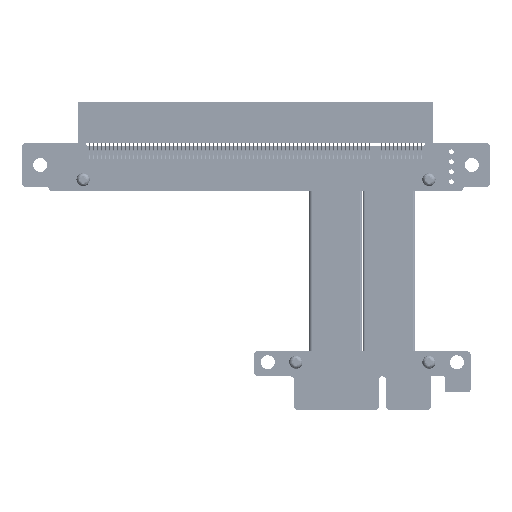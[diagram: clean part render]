
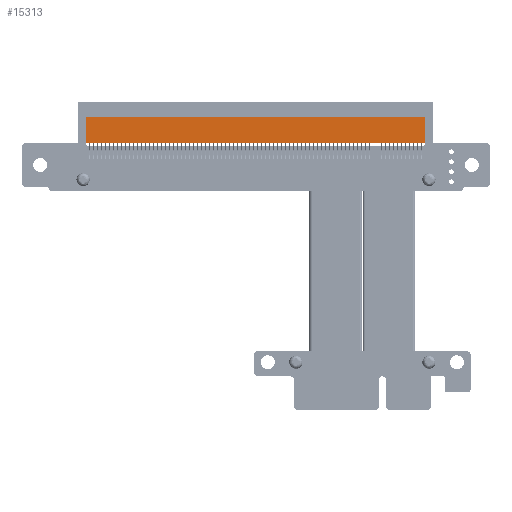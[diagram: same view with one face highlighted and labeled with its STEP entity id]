
A CAD part, top view. The second image highlights one B-rep face of the part: STEP entity #15313.
In plain terms, the highlighted planar face has unit normal (0, 0, 1).
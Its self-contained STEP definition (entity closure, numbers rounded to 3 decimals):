
#13802 = EDGE_CURVE('',#13803,#13805,#13807,.T.);
#13803 = VERTEX_POINT('',#13804);
#13804 = CARTESIAN_POINT('',(-74.5,1.,3.25));
#13805 = VERTEX_POINT('',#13806);
#13806 = CARTESIAN_POINT('',(10.5,1.,3.25));
#13807 = LINE('',#13808,#13809);
#13808 = CARTESIAN_POINT('',(-74.5,1.,3.25));
#13809 = VECTOR('',#13810,1.);
#13810 = DIRECTION('',(1.,0.,0.));
#14292 = EDGE_CURVE('',#14293,#13803,#14295,.T.);
#14293 = VERTEX_POINT('',#14294);
#14294 = CARTESIAN_POINT('',(-74.5,7.45,3.25));
#14295 = LINE('',#14296,#14297);
#14296 = CARTESIAN_POINT('',(-74.5,1.,3.25));
#14297 = VECTOR('',#14298,1.);
#14298 = DIRECTION('',(0.,-1.,0.));
#14339 = VERTEX_POINT('',#14340);
#14340 = CARTESIAN_POINT('',(10.5,7.45,3.25));
#14346 = EDGE_CURVE('',#13805,#14339,#14347,.T.);
#14347 = LINE('',#14348,#14349);
#14348 = CARTESIAN_POINT('',(10.5,1.,3.25));
#14349 = VECTOR('',#14350,1.);
#14350 = DIRECTION('',(0.,1.,0.));
#15302 = EDGE_CURVE('',#14339,#14293,#15303,.T.);
#15303 = LINE('',#15304,#15305);
#15304 = CARTESIAN_POINT('',(-74.5,7.45,3.25));
#15305 = VECTOR('',#15306,1.);
#15306 = DIRECTION('',(-1.,0.,0.));
#15313 = ADVANCED_FACE('',(#15314),#15320,.F.);
#15314 = FACE_BOUND('',#15315,.T.);
#15315 = EDGE_LOOP('',(#15316,#15317,#15318,#15319));
#15316 = ORIENTED_EDGE('',*,*,#14292,.T.);
#15317 = ORIENTED_EDGE('',*,*,#13802,.T.);
#15318 = ORIENTED_EDGE('',*,*,#14346,.T.);
#15319 = ORIENTED_EDGE('',*,*,#15302,.T.);
#15320 = PLANE('',#15321);
#15321 = AXIS2_PLACEMENT_3D('',#15322,#15323,#15324);
#15322 = CARTESIAN_POINT('',(-74.5,7.45,3.25));
#15323 = DIRECTION('',(0.,0.,-1.));
#15324 = DIRECTION('',(-1.,0.,0.));
